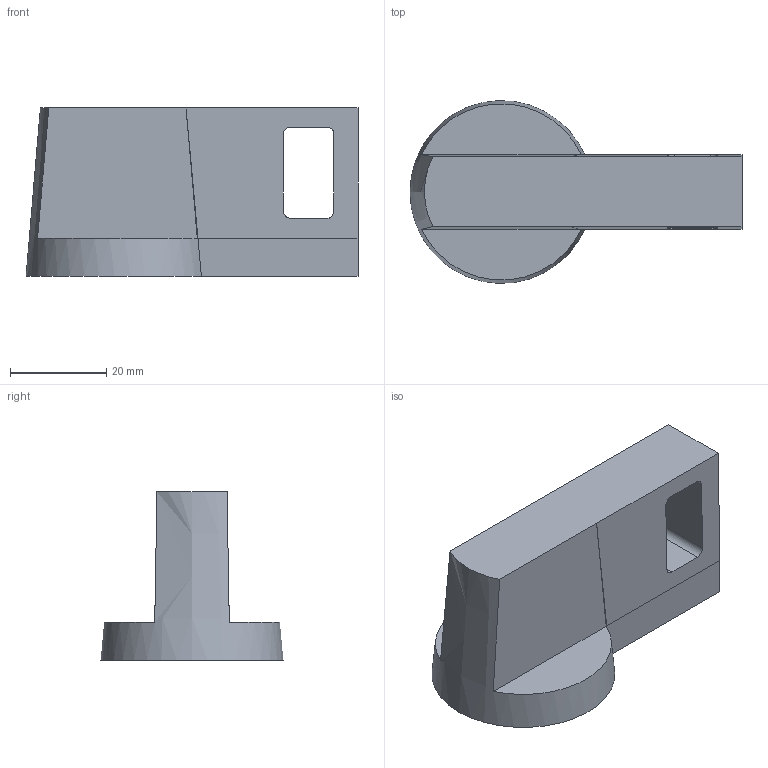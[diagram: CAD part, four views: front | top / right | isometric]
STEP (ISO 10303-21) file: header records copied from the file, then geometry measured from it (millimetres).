
FILE_DESCRIPTION((''),'2;1');
FILE_NAME('3d_GEX65D.stp','2012-10-03T11:03:54',(''),(''),'Mechanical Desktop 2011','Mechanical Desktop 2011',', , ');
FILE_SCHEMA(('CONFIG_CONTROL_DESIGN'));
Length unit declared in the file: millimetre
Products named in the file (1): Product
Bounding box: 69 x 37.98 x 35 mm (x, y, z)
Volume: 36709.7 mm3; surface area: 9375.3 mm2
Topology: 1 solids, 1 shells, 20 faces, 54 edges, 36 vertices
Faces by surface type: plane 15, cylinder 4, cone 1
Entity records: 723 total; most frequent: CARTESIAN_POINT 123, ORIENTED_EDGE 108, DIRECTION 102, EDGE_CURVE 54, VERTEX_POINT 36, VECTOR 36, LINE 36, AXIS2_PLACEMENT_3D 33
